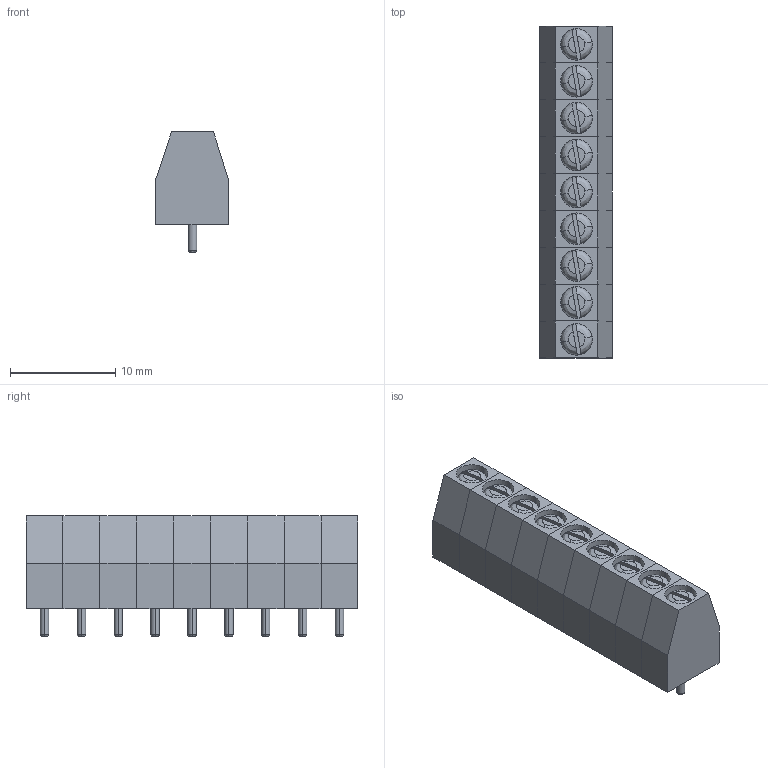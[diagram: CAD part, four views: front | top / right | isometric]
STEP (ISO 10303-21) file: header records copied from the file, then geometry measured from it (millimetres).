
FILE_DESCRIPTION (( 'STEP AP214' ), '1' );
FILE_NAME ('User Library-KF350-9P.STEP', '2021-02-24T17:28:54', ( '' ), ( '' ), 'SwSTEP 2.0', 'SolidWorks 2020', '' );
FILE_SCHEMA (( 'AUTOMOTIVE_DESIGN' ));
Length unit declared in the file: millimetre
Products named in the file (13): KF350-1P; KF350 Body; KF350 M2x4 Screw_91200A100; KF350 PIN; User Library-KF350-9P
Assembly tree (36 placements, depth 3):
  User Library-KF350-9P
    KF350-1P
      KF350 Body
      KF350 PIN
      KF350 M2x4 Screw_91200A100
    KF350-1P
      KF350 Body
      KF350 PIN
      KF350 M2x4 Screw_91200A100
    KF350-1P
      KF350 Body
      KF350 PIN
      KF350 M2x4 Screw_91200A100
    KF350-1P
      KF350 Body
      KF350 PIN
      KF350 M2x4 Screw_91200A100
    KF350-1P
      KF350 Body
      KF350 PIN
      KF350 M2x4 Screw_91200A100
    KF350-1P
      KF350 Body
      KF350 PIN
      KF350 M2x4 Screw_91200A100
    KF350-1P
      KF350 Body
      KF350 PIN
      KF350 M2x4 Screw_91200A100
    KF350-1P
      KF350 Body
      KF350 PIN
      KF350 M2x4 Screw_91200A100
    KF350-1P
      KF350 Body
      KF350 PIN
      KF350 M2x4 Screw_91200A100
Bounding box: 6.9 x 31.5 x 11.4 mm (x, y, z)
Volume: 1293.1 mm3; surface area: 4310.5 mm2
Topology: 36 solids, 36 shells, 684 faces, 1719 edges, 1125 vertices
Faces by surface type: plane 297, cylinder 288, bspline 81, cone 18
Entity records: 5050 total; most frequent: CARTESIAN_POINT 2006, DIRECTION 396, ORIENTED_EDGE 382, EDGE_CURVE 191, AXIS2_PLACEMENT_3D 152, VERTEX_POINT 125, UNCERTAINTY_MEASURE_WITH_UNIT 96, VECTOR 92
